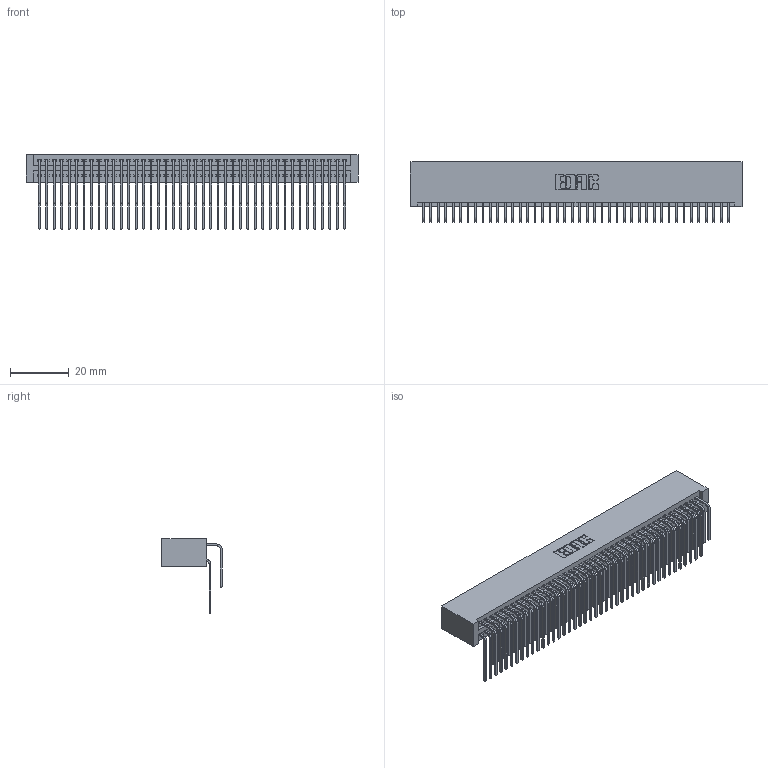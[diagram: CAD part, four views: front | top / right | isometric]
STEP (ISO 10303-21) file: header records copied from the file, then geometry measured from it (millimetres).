
FILE_DESCRIPTION (( 'STEP AP203' ), '1' );
FILE_NAME ('345-084-559-201.STEP', '2019-11-01T05:42:28', ( '' ), ( '' ), 'SwSTEP 2.0', 'SolidWorks 2016', '' );
FILE_SCHEMA (( 'CONFIG_CONTROL_DESIGN' ));
Length unit declared in the file: inch
Products named in the file (4): 345-292-001_558 559 Tail - 1; 345 Part_No Mounting Lugs; 345-084-559-201; 345-292-001_559 Tail - 2
Assembly tree (85 placements, depth 2):
  345-084-559-201
    345 Part_No Mounting Lugs
    345-292-001_558 559 Tail - 1  x42
    345-292-001_559 Tail - 2  x42
Bounding box: 113.28 x 20.56 x 25.53 mm (x, y, z)
Volume: 12105 mm3; surface area: 20475.1 mm2
Topology: 85 solids, 85 shells, 4486 faces, 13337 edges, 8778 vertices
Faces by surface type: plane 3016, cylinder 1470
Entity records: 34329 total; most frequent: CARTESIAN_POINT 5799, ORIENTED_EDGE 5682, DIRECTION 5081, EDGE_CURVE 2841, VECTOR 2509, LINE 2509, VERTEX_POINT 1890, AXIS2_PLACEMENT_3D 1286
